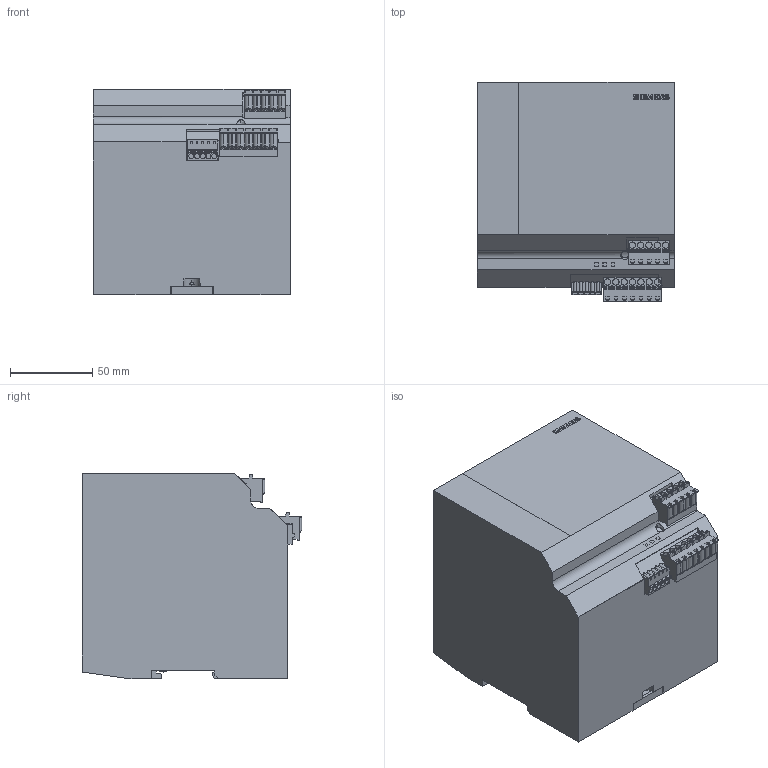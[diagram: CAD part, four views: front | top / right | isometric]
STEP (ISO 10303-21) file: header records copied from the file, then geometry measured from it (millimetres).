
FILE_DESCRIPTION(('STEP AP214'),'1');
FILE_NAME('cctmp_8D8B7965-43CE-4D27-8761-A5F8B32A39CA_2023_07_21_11_27_41_0860..stp','2023-07-21T09:27:43',('SIEMENS A&D'),('CADClick - www.CADClick.com'),'Spatial InterOp 3D postprocessed',' ','unknown authorization');
FILE_SCHEMA(('AUTOMOTIVE_DESIGN'));
Length unit declared in the file: millimetre
Products named in the file (1): 2023_07_21_11_27_41_0820
Bounding box: 120.09 x 133.62 x 125.31 mm (x, y, z)
Volume: 1784103.9 mm3; surface area: 99869.3 mm2
Topology: 1 solids, 4 shells, 1117 faces, 3114 edges, 2024 vertices
Faces by surface type: plane 953, cylinder 132, bspline 26, cone 3, torus 3
Entity records: 39652 total; most frequent: CARTESIAN_POINT 7809, ORIENTED_EDGE 6228, DIRECTION 5401, EDGE_CURVE 3114, LINE 2709, VECTOR 2709, VERTEX_POINT 2024, AXIS2_PLACEMENT_3D 1346
